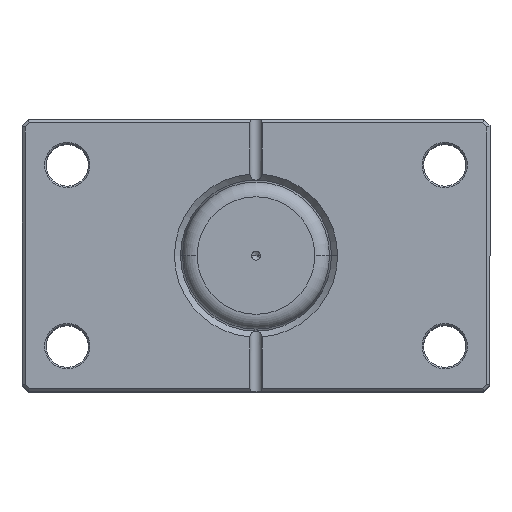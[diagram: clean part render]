
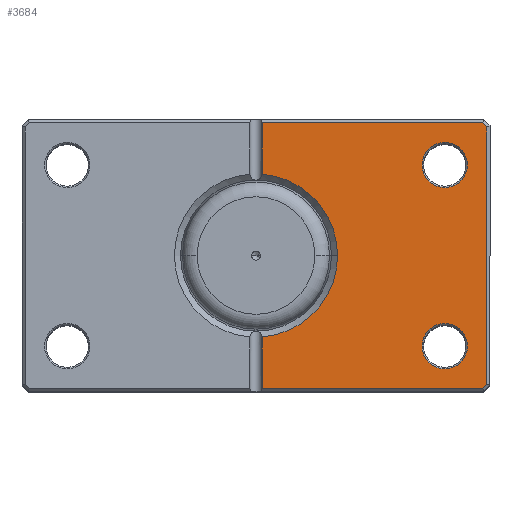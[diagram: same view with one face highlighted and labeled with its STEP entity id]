
A CAD part, top view. The second image highlights one B-rep face of the part: STEP entity #3684.
In plain terms, the highlighted face is planar.
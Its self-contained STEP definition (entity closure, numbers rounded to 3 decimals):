
#23 = ORIENTED_EDGE ( 'NONE', *, *, #387, .T. ) ;
#98 = EDGE_CURVE ( 'NONE', #1710, #5314, #5352, .T. ) ;
#109 = CIRCLE ( 'NONE', #2538, 7.5 ) ;
#167 = VERTEX_POINT ( 'NONE', #1804 ) ;
#247 = VERTEX_POINT ( 'NONE', #2577 ) ;
#276 = CARTESIAN_POINT ( 'NONE',  ( -2., 45., 0. ) ) ;
#324 = VERTEX_POINT ( 'NONE', #1994 ) ;
#355 = DIRECTION ( 'NONE',  ( 1., 0., 0. ) ) ;
#378 = VECTOR ( 'NONE', #4787, 1000. ) ;
#387 = EDGE_CURVE ( 'NONE', #1941, #1710, #1673, .T. ) ;
#403 = EDGE_CURVE ( 'NONE', #4467, #324, #109, .T. ) ;
#407 = VECTOR ( 'NONE', #3467, 1000. ) ;
#458 = CIRCLE ( 'NONE', #5364, 7.5 ) ;
#471 = CIRCLE ( 'NONE', #4305, 27. ) ;
#472 = DIRECTION ( 'NONE',  ( 0., 0., 1. ) ) ;
#517 = VERTEX_POINT ( 'NONE', #4809 ) ;
#535 = CARTESIAN_POINT ( 'NONE',  ( -59.543, 59.543, 0. ) ) ;
#583 = AXIS2_PLACEMENT_3D ( 'NONE', #5587, #2771, #6058 ) ;
#806 = CIRCLE ( 'NONE', #583, 7.5 ) ;
#839 = DIRECTION ( 'NONE',  ( 1., 0., 0. ) ) ;
#947 = ORIENTED_EDGE ( 'NONE', *, *, #3052, .T. ) ;
#972 = CARTESIAN_POINT ( 'NONE',  ( -75.086, -44., 0. ) ) ;
#1039 = EDGE_CURVE ( 'NONE', #1936, #1065, #5031, .T. ) ;
#1065 = VERTEX_POINT ( 'NONE', #2455 ) ;
#1163 = CARTESIAN_POINT ( 'NONE',  ( -75.086, 44., 0. ) ) ;
#1166 = DIRECTION ( 'NONE',  ( 0., 0., 1. ) ) ;
#1180 = DIRECTION ( 'NONE',  ( 0., 0., 1. ) ) ;
#1208 = EDGE_CURVE ( 'NONE', #5314, #4140, #5543, .T. ) ;
#1288 = ORIENTED_EDGE ( 'NONE', *, *, #2522, .T. ) ;
#1293 = ORIENTED_EDGE ( 'NONE', *, *, #2520, .T. ) ;
#1312 = LINE ( 'NONE', #1624, #2413 ) ;
#1327 = FACE_OUTER_BOUND ( 'NONE', #4007, .T. ) ;
#1396 = LINE ( 'NONE', #2249, #5004 ) ;
#1455 = FACE_BOUND ( 'NONE', #2557, .T. ) ;
#1624 = CARTESIAN_POINT ( 'NONE',  ( 0., -44., 0. ) ) ;
#1673 = LINE ( 'NONE', #2034, #407 ) ;
#1710 = VERTEX_POINT ( 'NONE', #6112 ) ;
#1769 = CARTESIAN_POINT ( 'NONE',  ( -2., 45., 0. ) ) ;
#1804 = CARTESIAN_POINT ( 'NONE',  ( -55., 30., 0. ) ) ;
#1840 = CARTESIAN_POINT ( 'NONE',  ( -76.5, 0., 0. ) ) ;
#1860 = AXIS2_PLACEMENT_3D ( 'NONE', #4003, #1180, #4468 ) ;
#1864 = VERTEX_POINT ( 'NONE', #3135 ) ;
#1880 = CARTESIAN_POINT ( 'NONE',  ( -2., 26.926, 0. ) ) ;
#1918 = DIRECTION ( 'NONE',  ( 0., 0., 1. ) ) ;
#1936 = VERTEX_POINT ( 'NONE', #1880 ) ;
#1941 = VERTEX_POINT ( 'NONE', #972 ) ;
#1994 = CARTESIAN_POINT ( 'NONE',  ( -70., -30., 0. ) ) ;
#1995 = ORIENTED_EDGE ( 'NONE', *, *, #5676, .T. ) ;
#2034 = CARTESIAN_POINT ( 'NONE',  ( -59.543, -59.543, 0. ) ) ;
#2077 = ORIENTED_EDGE ( 'NONE', *, *, #2970, .T. ) ;
#2108 = DIRECTION ( 'NONE',  ( 0., 0., 1. ) ) ;
#2249 = CARTESIAN_POINT ( 'NONE',  ( 0., 44., 0. ) ) ;
#2413 = VECTOR ( 'NONE', #5384, 1000. ) ;
#2455 = CARTESIAN_POINT ( 'NONE',  ( -27., 0., 0. ) ) ;
#2469 = EDGE_CURVE ( 'NONE', #247, #1936, #4541, .T. ) ;
#2520 = EDGE_CURVE ( 'NONE', #4324, #517, #2834, .T. ) ;
#2522 = EDGE_CURVE ( 'NONE', #167, #1864, #458, .T. ) ;
#2538 = AXIS2_PLACEMENT_3D ( 'NONE', #4729, #1918, #5205 ) ;
#2557 = EDGE_LOOP ( 'NONE', ( #947, #4086 ) ) ;
#2574 = CARTESIAN_POINT ( 'NONE',  ( -76.5, 42.586, 0. ) ) ;
#2577 = CARTESIAN_POINT ( 'NONE',  ( -2., 44., 0. ) ) ;
#2588 = FACE_BOUND ( 'NONE', #4863, .T. ) ;
#2771 = DIRECTION ( 'NONE',  ( 0., 0., 1. ) ) ;
#2834 = LINE ( 'NONE', #1769, #5330 ) ;
#2970 = EDGE_CURVE ( 'NONE', #4140, #247, #1396, .T. ) ;
#2982 = VECTOR ( 'NONE', #3599, 1000. ) ;
#3052 = EDGE_CURVE ( 'NONE', #324, #4467, #806, .T. ) ;
#3135 = CARTESIAN_POINT ( 'NONE',  ( -70., 30., 0. ) ) ;
#3193 = DIRECTION ( 'NONE',  ( 0., 0., 1. ) ) ;
#3320 = CARTESIAN_POINT ( 'NONE',  ( 0., 0., 0. ) ) ;
#3467 = DIRECTION ( 'NONE',  ( -0.707, 0.707, 0. ) ) ;
#3599 = DIRECTION ( 'NONE',  ( 0., -1., 0. ) ) ;
#3658 = EDGE_CURVE ( 'NONE', #1864, #167, #5071, .T. ) ;
#3684 = ADVANCED_FACE ( 'NONE', ( #1455, #2588, #1327 ), #4923, .F. ) ;
#3807 = DIRECTION ( 'NONE',  ( 1., 0., 0. ) ) ;
#3924 = ORIENTED_EDGE ( 'NONE', *, *, #1039, .T. ) ;
#3963 = ORIENTED_EDGE ( 'NONE', *, *, #2469, .T. ) ;
#3996 = CARTESIAN_POINT ( 'NONE',  ( -62.5, 30., 0. ) ) ;
#4001 = CARTESIAN_POINT ( 'NONE',  ( -55., -30., 0. ) ) ;
#4003 = CARTESIAN_POINT ( 'NONE',  ( 0., 0., 0. ) ) ;
#4007 = EDGE_LOOP ( 'NONE', ( #3963, #3924, #5403, #1293, #1995, #23, #4669, #4795, #2077 ) ) ;
#4086 = ORIENTED_EDGE ( 'NONE', *, *, #403, .T. ) ;
#4128 = VECTOR ( 'NONE', #5616, 1000. ) ;
#4140 = VERTEX_POINT ( 'NONE', #1163 ) ;
#4305 = AXIS2_PLACEMENT_3D ( 'NONE', #3320, #472, #3807 ) ;
#4324 = VERTEX_POINT ( 'NONE', #5788 ) ;
#4457 = DIRECTION ( 'NONE',  ( 1., 0., 0. ) ) ;
#4467 = VERTEX_POINT ( 'NONE', #4001 ) ;
#4468 = DIRECTION ( 'NONE',  ( 1., 0., 0. ) ) ;
#4541 = LINE ( 'NONE', #276, #2982 ) ;
#4579 = AXIS2_PLACEMENT_3D ( 'NONE', #3996, #1166, #4457 ) ;
#4669 = ORIENTED_EDGE ( 'NONE', *, *, #98, .T. ) ;
#4729 = CARTESIAN_POINT ( 'NONE',  ( -62.5, -30., 0. ) ) ;
#4786 = ORIENTED_EDGE ( 'NONE', *, *, #3658, .T. ) ;
#4787 = DIRECTION ( 'NONE',  ( 0.707, 0.707, 0. ) ) ;
#4795 = ORIENTED_EDGE ( 'NONE', *, *, #1208, .T. ) ;
#4809 = CARTESIAN_POINT ( 'NONE',  ( -2., -44., 0. ) ) ;
#4863 = EDGE_LOOP ( 'NONE', ( #4786, #1288 ) ) ;
#4923 = PLANE ( 'NONE',  #5519 ) ;
#5004 = VECTOR ( 'NONE', #839, 1000. ) ;
#5031 = CIRCLE ( 'NONE', #1860, 27. ) ;
#5063 = DIRECTION ( 'NONE',  ( 0., -1., 0. ) ) ;
#5071 = CIRCLE ( 'NONE', #4579, 7.5 ) ;
#5088 = EDGE_CURVE ( 'NONE', #1065, #4324, #471, .T. ) ;
#5205 = DIRECTION ( 'NONE',  ( 1., 0., 0. ) ) ;
#5314 = VERTEX_POINT ( 'NONE', #2574 ) ;
#5330 = VECTOR ( 'NONE', #5063, 1000. ) ;
#5352 = LINE ( 'NONE', #1840, #4128 ) ;
#5364 = AXIS2_PLACEMENT_3D ( 'NONE', #6010, #3193, #355 ) ;
#5384 = DIRECTION ( 'NONE',  ( -1., 0., 0. ) ) ;
#5390 = DIRECTION ( 'NONE',  ( 1., 0., 0. ) ) ;
#5403 = ORIENTED_EDGE ( 'NONE', *, *, #5088, .T. ) ;
#5519 = AXIS2_PLACEMENT_3D ( 'NONE', #5850, #2108, #5390 ) ;
#5543 = LINE ( 'NONE', #535, #378 ) ;
#5587 = CARTESIAN_POINT ( 'NONE',  ( -62.5, -30., 0. ) ) ;
#5616 = DIRECTION ( 'NONE',  ( 0., 1., 0. ) ) ;
#5676 = EDGE_CURVE ( 'NONE', #517, #1941, #1312, .T. ) ;
#5788 = CARTESIAN_POINT ( 'NONE',  ( -2., -26.926, 0. ) ) ;
#5850 = CARTESIAN_POINT ( 'NONE',  ( 0., 0., 0. ) ) ;
#6010 = CARTESIAN_POINT ( 'NONE',  ( -62.5, 30., 0. ) ) ;
#6058 = DIRECTION ( 'NONE',  ( 1., 0., 0. ) ) ;
#6112 = CARTESIAN_POINT ( 'NONE',  ( -76.5, -42.586, 0. ) ) ;
